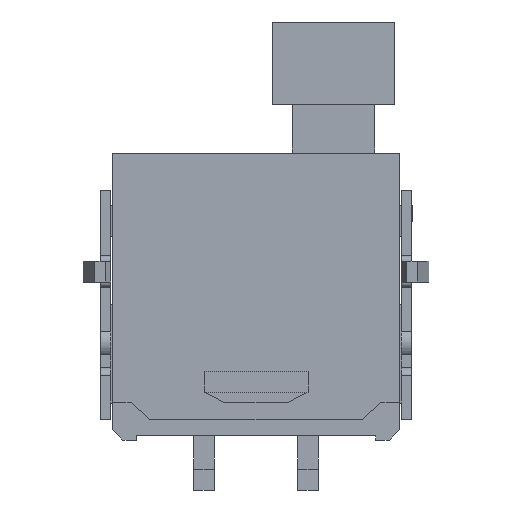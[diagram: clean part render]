
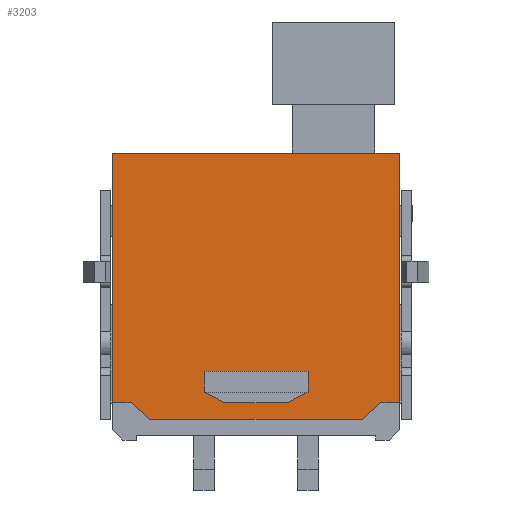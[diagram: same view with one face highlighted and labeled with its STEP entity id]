
A CAD part, front view. The second image highlights one B-rep face of the part: STEP entity #3203.
In plain terms, the highlighted face is planar.
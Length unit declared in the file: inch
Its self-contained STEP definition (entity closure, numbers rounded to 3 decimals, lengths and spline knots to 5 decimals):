
#850=ORIENTED_EDGE('',*,*,#1353,.F.);
#851=ORIENTED_EDGE('',*,*,#1357,.F.);
#852=ORIENTED_EDGE('',*,*,#1360,.F.);
#853=ORIENTED_EDGE('',*,*,#1363,.F.);
#854=ORIENTED_EDGE('',*,*,#1366,.F.);
#855=ORIENTED_EDGE('',*,*,#1368,.F.);
#856=ORIENTED_EDGE('',*,*,#1329,.T.);
#857=ORIENTED_EDGE('',*,*,#1332,.T.);
#858=ORIENTED_EDGE('',*,*,#1335,.T.);
#859=ORIENTED_EDGE('',*,*,#1338,.T.);
#860=ORIENTED_EDGE('',*,*,#1341,.T.);
#861=ORIENTED_EDGE('',*,*,#1344,.T.);
#862=ORIENTED_EDGE('',*,*,#1350,.T.);
#863=ORIENTED_EDGE('',*,*,#1316,.T.);
#1316=EDGE_CURVE('',#1635,#1634,#2027,.T.);
#1329=EDGE_CURVE('',#1634,#1646,#2039,.T.);
#1332=EDGE_CURVE('',#1646,#1648,#2042,.T.);
#1335=EDGE_CURVE('',#1648,#1650,#2045,.T.);
#1338=EDGE_CURVE('',#1650,#1652,#2048,.T.);
#1341=EDGE_CURVE('',#1652,#1654,#2051,.T.);
#1344=EDGE_CURVE('',#1654,#1656,#2054,.T.);
#1350=EDGE_CURVE('',#1656,#1635,#2060,.T.);
#1353=EDGE_CURVE('',#1663,#1664,#2063,.T.);
#1357=EDGE_CURVE('',#1666,#1663,#2067,.T.);
#1360=EDGE_CURVE('',#1668,#1666,#2070,.T.);
#1363=EDGE_CURVE('',#1670,#1668,#2073,.T.);
#1366=EDGE_CURVE('',#1672,#1670,#2076,.T.);
#1368=EDGE_CURVE('',#1664,#1672,#2078,.T.);
#1634=VERTEX_POINT('',#5012);
#1635=VERTEX_POINT('',#5014);
#1646=VERTEX_POINT('',#5038);
#1648=VERTEX_POINT('',#5044);
#1650=VERTEX_POINT('',#5050);
#1652=VERTEX_POINT('',#5056);
#1654=VERTEX_POINT('',#5062);
#1656=VERTEX_POINT('',#5068);
#1663=VERTEX_POINT('',#5086);
#1664=VERTEX_POINT('',#5088);
#1666=VERTEX_POINT('',#5094);
#1668=VERTEX_POINT('',#5100);
#1670=VERTEX_POINT('',#5106);
#1672=VERTEX_POINT('',#5112);
#2027=LINE('',#5013,#2448);
#2039=LINE('',#5039,#2460);
#2042=LINE('',#5045,#2463);
#2045=LINE('',#5051,#2466);
#2048=LINE('',#5057,#2469);
#2051=LINE('',#5063,#2472);
#2054=LINE('',#5069,#2475);
#2060=LINE('',#5080,#2481);
#2063=LINE('',#5087,#2484);
#2067=LINE('',#5095,#2488);
#2070=LINE('',#5101,#2491);
#2073=LINE('',#5107,#2494);
#2076=LINE('',#5113,#2497);
#2078=LINE('',#5116,#2499);
#2448=VECTOR('',#4128,39.37008);
#2460=VECTOR('',#4144,39.37008);
#2463=VECTOR('',#4149,39.37008);
#2466=VECTOR('',#4154,39.37008);
#2469=VECTOR('',#4159,39.37008);
#2472=VECTOR('',#4164,39.37008);
#2475=VECTOR('',#4169,39.37008);
#2481=VECTOR('',#4177,39.37008);
#2484=VECTOR('',#4182,39.37008);
#2488=VECTOR('',#4188,39.37008);
#2491=VECTOR('',#4193,39.37008);
#2494=VECTOR('',#4198,39.37008);
#2497=VECTOR('',#4203,39.37008);
#2499=VECTOR('',#4207,39.37008);
#2691=EDGE_LOOP('',(#850,#851,#852,#853,#854,#855));
#2692=EDGE_LOOP('',(#856,#857,#858,#859,#860,#861,#862,#863));
#2872=FACE_BOUND('',#2691,.T.);
#2873=FACE_BOUND('',#2692,.T.);
#3035=PLANE('',#3456);
#3203=ADVANCED_FACE('',(#2872,#2873),#3035,.T.);
#3456=AXIS2_PLACEMENT_3D('',#5117,#4208,#4209);
#4128=DIRECTION('',(-1.,0.,0.));
#4144=DIRECTION('',(0.,-1.,0.));
#4149=DIRECTION('',(1.,0.,0.));
#4154=DIRECTION('',(0.747,-0.664,0.));
#4159=DIRECTION('',(1.,0.,0.));
#4164=DIRECTION('',(0.747,0.664,0.));
#4169=DIRECTION('',(1.,0.,0.));
#4177=DIRECTION('',(0.,1.,0.));
#4182=DIRECTION('',(0.,-1.,0.));
#4188=DIRECTION('',(-1.,0.,0.));
#4193=DIRECTION('',(0.,1.,0.));
#4198=DIRECTION('',(0.894,0.447,0.));
#4203=DIRECTION('',(1.,0.,0.));
#4207=DIRECTION('',(0.894,-0.447,0.));
#4208=DIRECTION('',(0.,0.,1.));
#4209=DIRECTION('',(1.,0.,0.));
#5012=CARTESIAN_POINT('',(-0.138,0.12,0.049));
#5013=CARTESIAN_POINT('',(0.138,0.12,0.049));
#5014=CARTESIAN_POINT('',(0.138,0.12,0.049));
#5038=CARTESIAN_POINT('',(-0.138,-0.12,0.049));
#5039=CARTESIAN_POINT('',(-0.138,0.12,0.049));
#5044=CARTESIAN_POINT('',(-0.12,-0.12,0.049));
#5045=CARTESIAN_POINT('',(-0.138,-0.12,0.049));
#5050=CARTESIAN_POINT('',(-0.102,-0.136,0.049));
#5051=CARTESIAN_POINT('',(-0.12,-0.12,0.049));
#5056=CARTESIAN_POINT('',(0.102,-0.136,0.049));
#5057=CARTESIAN_POINT('',(-0.102,-0.136,0.049));
#5062=CARTESIAN_POINT('',(0.12,-0.12,0.049));
#5063=CARTESIAN_POINT('',(0.102,-0.136,0.049));
#5068=CARTESIAN_POINT('',(0.138,-0.12,0.049));
#5069=CARTESIAN_POINT('',(0.12,-0.12,0.049));
#5080=CARTESIAN_POINT('',(0.138,-0.12,0.049));
#5086=CARTESIAN_POINT('',(-0.05,-0.09,0.049));
#5087=CARTESIAN_POINT('',(-0.05,-0.09,0.049));
#5088=CARTESIAN_POINT('',(-0.05,-0.11,0.049));
#5094=CARTESIAN_POINT('',(0.05,-0.09,0.049));
#5095=CARTESIAN_POINT('',(0.05,-0.09,0.049));
#5100=CARTESIAN_POINT('',(0.05,-0.11,0.049));
#5101=CARTESIAN_POINT('',(0.05,-0.11,0.049));
#5106=CARTESIAN_POINT('',(0.03,-0.12,0.049));
#5107=CARTESIAN_POINT('',(0.03,-0.12,0.049));
#5112=CARTESIAN_POINT('',(-0.03,-0.12,0.049));
#5113=CARTESIAN_POINT('',(-0.03,-0.12,0.049));
#5116=CARTESIAN_POINT('',(-0.05,-0.11,0.049));
#5117=CARTESIAN_POINT('',(0.,0.,0.049));
